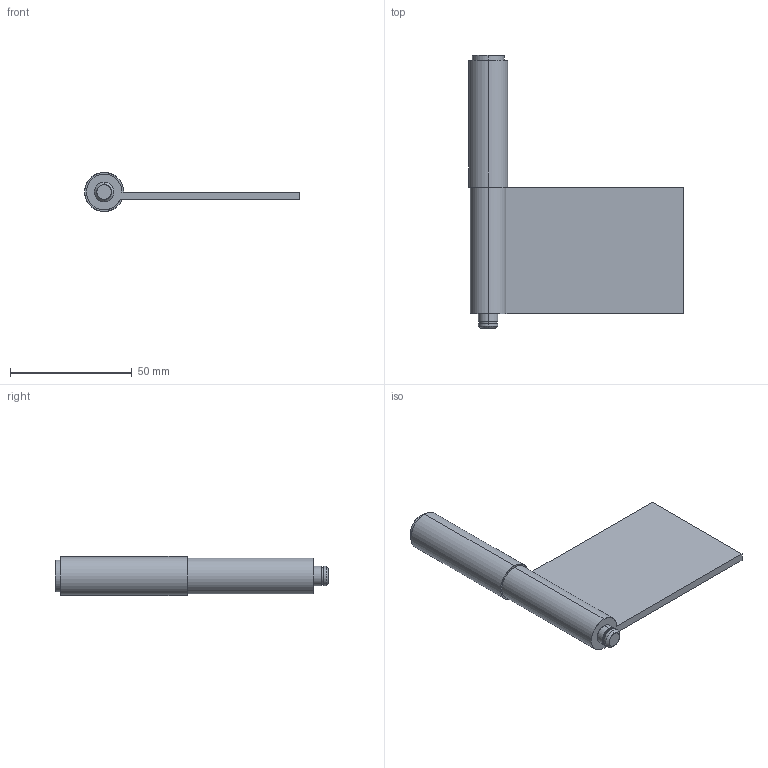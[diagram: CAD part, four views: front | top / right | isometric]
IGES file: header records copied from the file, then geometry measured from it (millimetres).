
Start section: SolidWorks IGES file using analytic representation for surfaces
Global section: file name: B-528-A-3.IGS,15; native system: HSolidWorks 2021; preprocessor: SolidWorks 2021; author: 1300nh; date: 231212.144045; units: millimetre
Bounding box: 88 x 112 x 16 mm (x, y, z)
Surface area: 19325.3 mm2 (no closed solid volume)
Topology: 0 solids, 0 shells, 31 faces, 606 edges, 606 vertices
Faces by surface type: revolution 19, bspline 12
